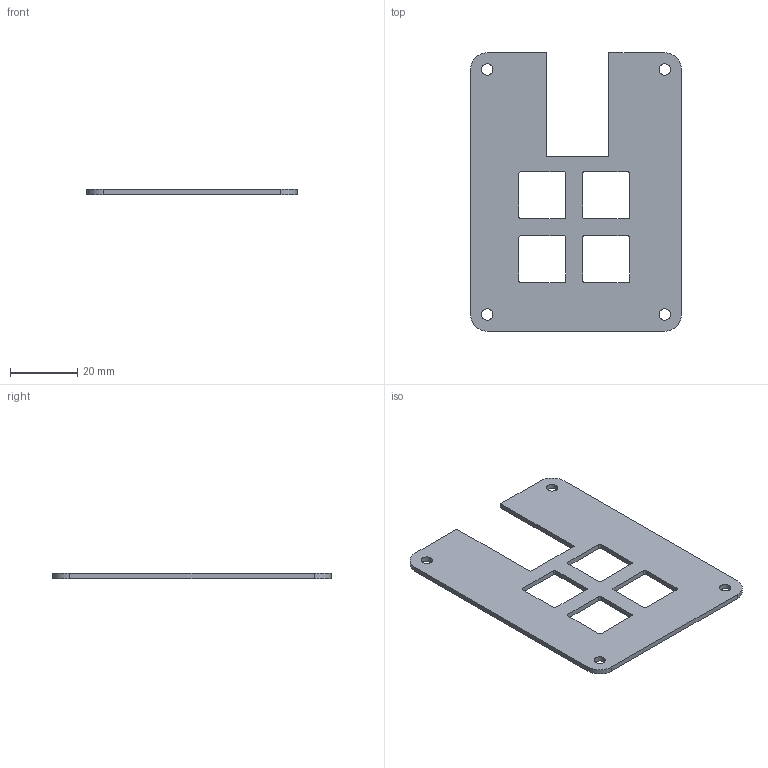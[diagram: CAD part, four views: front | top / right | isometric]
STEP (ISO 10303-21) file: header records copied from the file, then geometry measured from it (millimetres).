
FILE_DESCRIPTION(/* description */ (''),/* implementation_level */ '2;1');
FILE_NAME(/* name */ 'face plate.step',/* time_stamp */ '2025-12-04T18:15:26-05:00',/* author */ (''),/* organization */ (''),/* preprocessor_version */ 'ST-DEVELOPER v20.1',/* originating_system */ 'Autodesk Translation Framework v14.17.0.0',/* authorisation */ '');
FILE_SCHEMA (('AUTOMOTIVE_DESIGN { 1 0 10303 214 3 1 1 }'));
Length unit declared in the file: millimetre
Products named in the file (1): (Unsaved)
Bounding box: 62.86 x 82.94 x 1.5 mm (x, y, z)
Volume: 5696.9 mm3; surface area: 8525.8 mm2
Topology: 1 solids, 1 shells, 192 faces, 546 edges, 364 vertices
Faces by surface type: bspline 103, plane 65, cylinder 24
Full cylindrical faces by diameter (mm): 3.4 x4
Entity records: 7253 total; most frequent: CARTESIAN_POINT 2854, ORIENTED_EDGE 1092, DIRECTION 568, EDGE_CURVE 546, VERTEX_POINT 364, LINE 292, VECTOR 292, EDGE_LOOP 216
